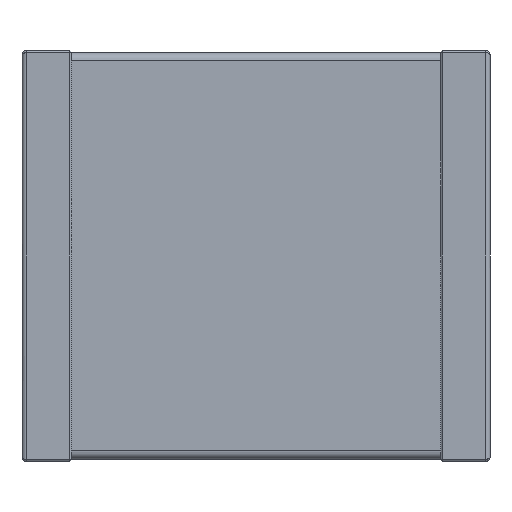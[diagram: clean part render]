
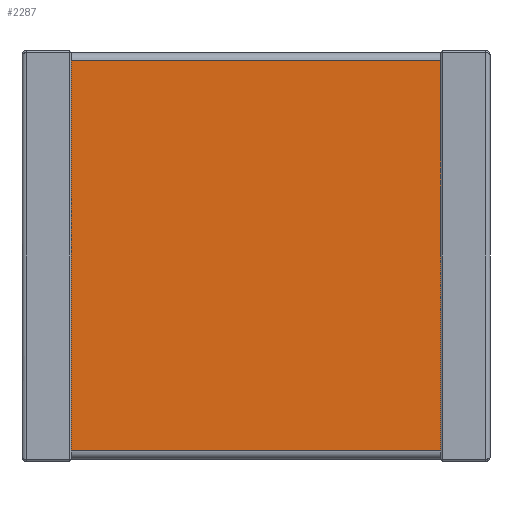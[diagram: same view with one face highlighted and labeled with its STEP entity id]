
A CAD part, front view. The second image highlights one B-rep face of the part: STEP entity #2287.
In plain terms, the highlighted planar face has unit normal (0, -1, 0).
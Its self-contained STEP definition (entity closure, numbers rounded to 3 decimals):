
#7 = CARTESIAN_POINT ( 'NONE',  ( 2.25, 0.025, -2.375 ) ) ;
#68 = VECTOR ( 'NONE', #1066, 1000. ) ;
#96 = VECTOR ( 'NONE', #1465, 1000. ) ;
#105 = CARTESIAN_POINT ( 'NONE',  ( 2.25, 0.025, -2.475 ) ) ;
#168 = EDGE_CURVE ( 'NONE', #824, #1531, #2019, .T. ) ;
#264 = CARTESIAN_POINT ( 'NONE',  ( 2.25, 0.025, 2.375 ) ) ;
#280 = DIRECTION ( 'NONE',  ( -1., 0., 0. ) ) ;
#350 = LINE ( 'NONE', #1835, #566 ) ;
#376 = ORIENTED_EDGE ( 'NONE', *, *, #2518, .F. ) ;
#407 = DIRECTION ( 'NONE',  ( 0., 0., -1. ) ) ;
#530 = VERTEX_POINT ( 'NONE', #2520 ) ;
#566 = VECTOR ( 'NONE', #407, 1000. ) ;
#675 = CARTESIAN_POINT ( 'NONE',  ( -2.25, 0.025, -2.475 ) ) ;
#773 = VERTEX_POINT ( 'NONE', #1604 ) ;
#779 = LINE ( 'NONE', #7, #96 ) ;
#809 = EDGE_LOOP ( 'NONE', ( #2367, #975, #376, #2149 ) ) ;
#824 = VERTEX_POINT ( 'NONE', #845 ) ;
#845 = CARTESIAN_POINT ( 'NONE',  ( 2.25, 0.025, 2.375 ) ) ;
#975 = ORIENTED_EDGE ( 'NONE', *, *, #1697, .T. ) ;
#1026 = LINE ( 'NONE', #675, #68 ) ;
#1066 = DIRECTION ( 'NONE',  ( 0., 0., -1. ) ) ;
#1465 = DIRECTION ( 'NONE',  ( 1., 0., 0. ) ) ;
#1513 = AXIS2_PLACEMENT_3D ( 'NONE', #105, #2336, #2328 ) ;
#1531 = VERTEX_POINT ( 'NONE', #2177 ) ;
#1604 = CARTESIAN_POINT ( 'NONE',  ( 2.25, 0.025, -2.375 ) ) ;
#1697 = EDGE_CURVE ( 'NONE', #530, #773, #779, .T. ) ;
#1835 = CARTESIAN_POINT ( 'NONE',  ( 2.25, 0.025, -2.475 ) ) ;
#1930 = FACE_OUTER_BOUND ( 'NONE', #809, .T. ) ;
#2019 = LINE ( 'NONE', #264, #2598 ) ;
#2149 = ORIENTED_EDGE ( 'NONE', *, *, #168, .T. ) ;
#2177 = CARTESIAN_POINT ( 'NONE',  ( -2.25, 0.025, 2.375 ) ) ;
#2287 = ADVANCED_FACE ( 'NONE', ( #1930 ), #2542, .F. ) ;
#2328 = DIRECTION ( 'NONE',  ( 0., 0., 1. ) ) ;
#2336 = DIRECTION ( 'NONE',  ( 0., 1., 0. ) ) ;
#2367 = ORIENTED_EDGE ( 'NONE', *, *, #2568, .T. ) ;
#2518 = EDGE_CURVE ( 'NONE', #824, #773, #350, .T. ) ;
#2520 = CARTESIAN_POINT ( 'NONE',  ( -2.25, 0.025, -2.375 ) ) ;
#2542 = PLANE ( 'NONE',  #1513 ) ;
#2568 = EDGE_CURVE ( 'NONE', #1531, #530, #1026, .T. ) ;
#2598 = VECTOR ( 'NONE', #280, 1000. ) ;
